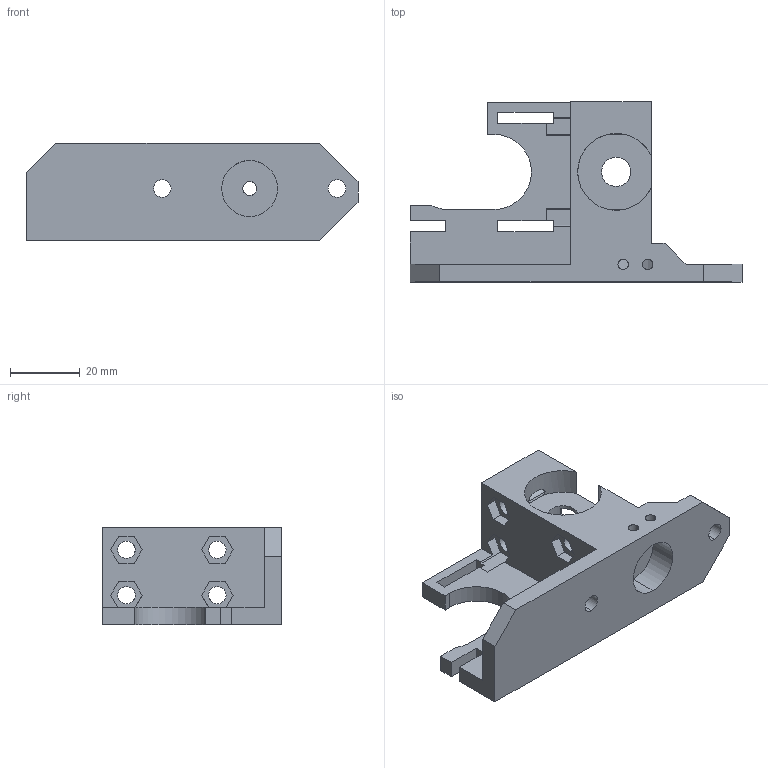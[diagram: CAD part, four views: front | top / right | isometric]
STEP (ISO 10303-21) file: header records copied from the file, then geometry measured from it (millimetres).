
FILE_DESCRIPTION (( 'STEP AP214' ), '1' );
FILE_NAME ('wade.STEP', '2011-03-10T04:49:35', ( 'Dogma' ), ( '' ), 'SwSTEP 2.0', 'SolidWorks 2011', '' );
FILE_SCHEMA (( 'AUTOMOTIVE_DESIGN' ));
Length unit declared in the file: millimetre
Products named in the file (1): wade
Bounding box: 95 x 51.5 x 28 mm (x, y, z)
Volume: 37367 mm3; surface area: 17052.1 mm2
Topology: 1 solids, 1 shells, 98 faces, 300 edges, 200 vertices
Faces by surface type: plane 67, cylinder 31
Entity records: 3754 total; most frequent: CARTESIAN_POINT 925, ORIENTED_EDGE 600, DIRECTION 548, EDGE_CURVE 300, VECTOR 226, LINE 226, VERTEX_POINT 200, AXIS2_PLACEMENT_3D 161
